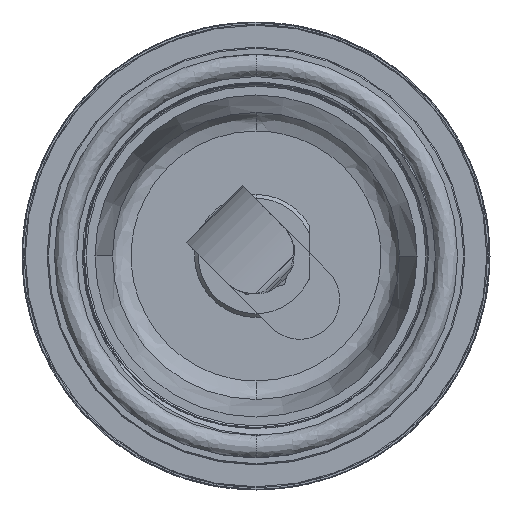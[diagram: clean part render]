
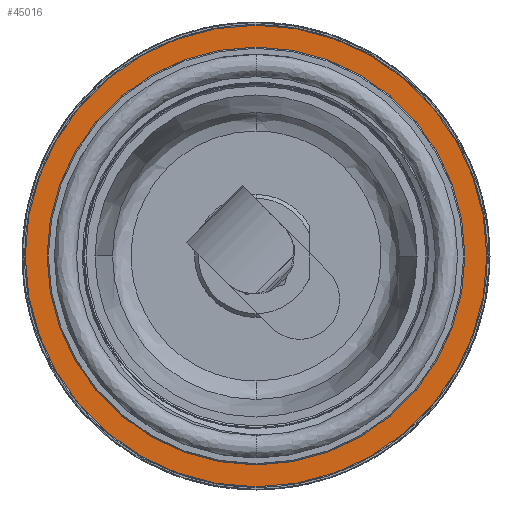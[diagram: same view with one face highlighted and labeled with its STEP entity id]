
A CAD part, front view. The second image highlights one B-rep face of the part: STEP entity #45016.
In plain terms, the highlighted planar face has unit normal (0, -1, 0).
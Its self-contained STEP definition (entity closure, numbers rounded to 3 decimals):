
#1704 = EDGE_CURVE ( 'NONE', #8423, #10357, #17189, .T. ) ;
#1962 = EDGE_CURVE ( 'NONE', #10357, #8423, #3059, .T. ) ;
#3059 = CIRCLE ( 'NONE', #25242, 18.2 ) ;
#4089 = DIRECTION ( 'NONE',  ( 0., 0., -1. ) ) ;
#4995 = DIRECTION ( 'NONE',  ( 0., 0., -1. ) ) ;
#6527 = ORIENTED_EDGE ( 'NONE', *, *, #30217, .T. ) ;
#7754 = FACE_OUTER_BOUND ( 'NONE', #20430, .T. ) ;
#8423 = VERTEX_POINT ( 'NONE', #51588 ) ;
#10357 = VERTEX_POINT ( 'NONE', #24096 ) ;
#13006 = CARTESIAN_POINT ( 'NONE',  ( 0., 0., 0. ) ) ;
#15397 = ORIENTED_EDGE ( 'NONE', *, *, #1962, .T. ) ;
#15458 = DIRECTION ( 'NONE',  ( 0., 0., -1. ) ) ;
#15828 = PLANE ( 'NONE',  #53927 ) ;
#16561 = DIRECTION ( 'NONE',  ( 0., 1., 0. ) ) ;
#17189 = CIRCLE ( 'NONE', #23415, 18.2 ) ;
#18897 = CIRCLE ( 'NONE', #34862, 16.47 ) ;
#18920 = VERTEX_POINT ( 'NONE', #44107 ) ;
#20207 = DIRECTION ( 'NONE',  ( 0., -1., 0. ) ) ;
#20430 = EDGE_LOOP ( 'NONE', ( #39180, #15397 ) ) ;
#20842 = CIRCLE ( 'NONE', #40389, 16.47 ) ;
#21635 = DIRECTION ( 'NONE',  ( 0., 0., -1. ) ) ;
#23330 = VERTEX_POINT ( 'NONE', #31725 ) ;
#23415 = AXIS2_PLACEMENT_3D ( 'NONE', #13006, #37793, #21635 ) ;
#24096 = CARTESIAN_POINT ( 'NONE',  ( 0., 0., 18.2 ) ) ;
#25242 = AXIS2_PLACEMENT_3D ( 'NONE', #32462, #20207, #15458 ) ;
#25835 = EDGE_LOOP ( 'NONE', ( #30704, #6527 ) ) ;
#25836 = CARTESIAN_POINT ( 'NONE',  ( 18.2, 0., 0. ) ) ;
#30054 = DIRECTION ( 'NONE',  ( 0., -1., 0. ) ) ;
#30217 = EDGE_CURVE ( 'NONE', #18920, #23330, #18897, .T. ) ;
#30704 = ORIENTED_EDGE ( 'NONE', *, *, #52699, .T. ) ;
#31725 = CARTESIAN_POINT ( 'NONE',  ( 0., 0., -16.47 ) ) ;
#32462 = CARTESIAN_POINT ( 'NONE',  ( 0., 0., 0. ) ) ;
#34862 = AXIS2_PLACEMENT_3D ( 'NONE', #37193, #16561, #4089 ) ;
#37193 = CARTESIAN_POINT ( 'NONE',  ( 0., 0., 0. ) ) ;
#37793 = DIRECTION ( 'NONE',  ( 0., -1., 0. ) ) ;
#39180 = ORIENTED_EDGE ( 'NONE', *, *, #1704, .T. ) ;
#40389 = AXIS2_PLACEMENT_3D ( 'NONE', #41580, #50267, #55002 ) ;
#41168 = FACE_BOUND ( 'NONE', #25835, .T. ) ;
#41580 = CARTESIAN_POINT ( 'NONE',  ( 0., 0., 0. ) ) ;
#44107 = CARTESIAN_POINT ( 'NONE',  ( 0., 0., 16.47 ) ) ;
#45016 = ADVANCED_FACE ( 'NONE', ( #41168, #7754 ), #15828, .T. ) ;
#50267 = DIRECTION ( 'NONE',  ( 0., 1., 0. ) ) ;
#51588 = CARTESIAN_POINT ( 'NONE',  ( 0., 0., -18.2 ) ) ;
#52699 = EDGE_CURVE ( 'NONE', #23330, #18920, #20842, .T. ) ;
#53927 = AXIS2_PLACEMENT_3D ( 'NONE', #25836, #30054, #4995 ) ;
#55002 = DIRECTION ( 'NONE',  ( 0., 0., -1. ) ) ;
